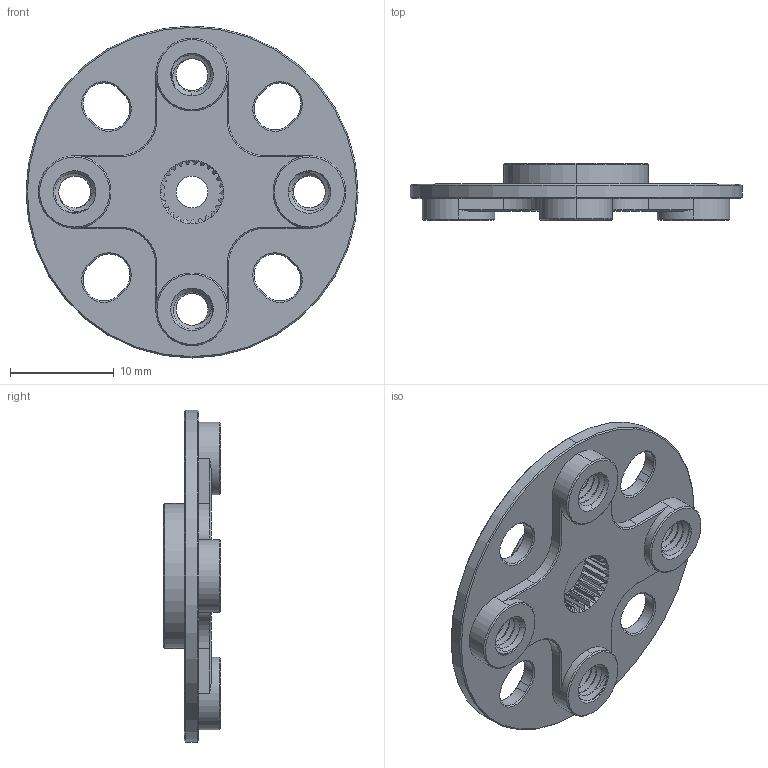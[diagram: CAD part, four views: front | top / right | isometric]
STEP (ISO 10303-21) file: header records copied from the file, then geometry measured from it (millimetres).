
FILE_DESCRIPTION (( 'STEP AP203' ), '1' );
FILE_NAME ('1906-0025-0032.STEP', '2022-05-09T13:51:45', ( '' ), ( '' ), 'SwSTEP 2.0', 'SolidWorks 2016', '' );
FILE_SCHEMA (( 'CONFIG_CONTROL_DESIGN' ));
Length unit declared in the file: millimetre
Products named in the file (1): 1906-0025-0032
Bounding box: 32 x 5.5 x 32 mm (x, y, z)
Volume: 1657.6 mm3; surface area: 2226.2 mm2
Topology: 1 solids, 1 shells, 354 faces, 932 edges, 584 vertices
Faces by surface type: cylinder 159, plane 100, cone 87, bspline 8
Entity records: 20744 total; most frequent: CARTESIAN_POINT 12381, ORIENTED_EDGE 1864, DIRECTION 1649, EDGE_CURVE 932, AXIS2_PLACEMENT_3D 620, VERTEX_POINT 584, VECTOR 409, LINE 409
